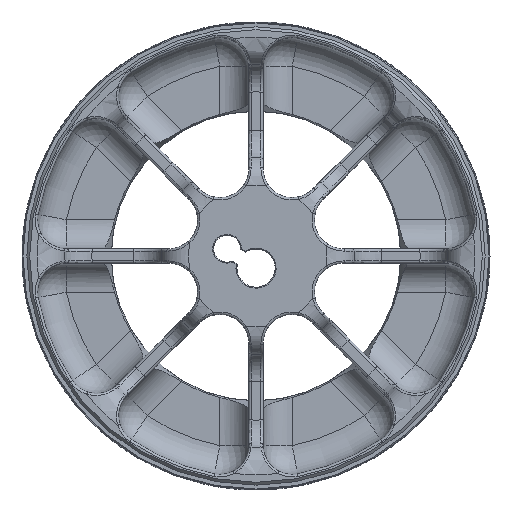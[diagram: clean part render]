
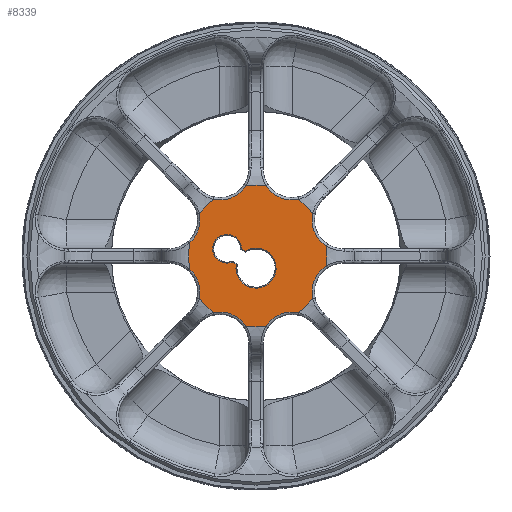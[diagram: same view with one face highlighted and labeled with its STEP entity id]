
A CAD part, front view. The second image highlights one B-rep face of the part: STEP entity #8339.
In plain terms, the highlighted planar face has unit normal (0, -1, 0).
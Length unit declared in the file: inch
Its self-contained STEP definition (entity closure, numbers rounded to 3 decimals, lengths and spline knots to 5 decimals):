
#778=FACE_BOUND('',#1632,.T.);
#817=ELLIPSE('',#9057,0.80688,0.7694);
#818=ELLIPSE('',#9059,0.80688,0.7694);
#819=ELLIPSE('',#9061,0.80688,0.7694);
#820=ELLIPSE('',#9063,0.80688,0.7694);
#821=ELLIPSE('',#9065,0.80688,0.7694);
#822=ELLIPSE('',#9067,0.80688,0.7694);
#823=ELLIPSE('',#9071,0.80688,0.7694);
#859=PLANE('',#9055);
#1059=FACE_OUTER_BOUND('',#1631,.T.);
#1631=EDGE_LOOP('',(#5898,#5899,#5900,#5901,#5902,#5903,#5904,#5905,#5906,
#5907,#5908,#5909,#5910,#5911,#5912,#5913));
#1632=EDGE_LOOP('',(#5914,#5915,#5916,#5917));
#2231=LINE('',#13527,#2552);
#2234=LINE('',#13549,#2555);
#2552=VECTOR('',#10215,0.3937);
#2555=VECTOR('',#10226,0.3937);
#2908=CIRCLE('',#9046,0.208);
#2910=CIRCLE('',#9050,0.149);
#2913=CIRCLE('',#9056,0.325);
#2914=CIRCLE('',#9058,0.325);
#2915=CIRCLE('',#9060,0.325);
#2916=CIRCLE('',#9062,0.325);
#2917=CIRCLE('',#9064,0.325);
#2918=CIRCLE('',#9066,0.325);
#2919=CIRCLE('',#9068,0.325);
#2920=CIRCLE('',#9069,0.7);
#2921=CIRCLE('',#9070,0.325);
#3613=VERTEX_POINT('',#13525);
#3614=VERTEX_POINT('',#13526);
#3617=VERTEX_POINT('',#13538);
#3620=VERTEX_POINT('',#13548);
#3624=VERTEX_POINT('',#13567);
#3625=VERTEX_POINT('',#13568);
#3626=VERTEX_POINT('',#13570);
#3627=VERTEX_POINT('',#13572);
#3628=VERTEX_POINT('',#13574);
#3629=VERTEX_POINT('',#13576);
#3630=VERTEX_POINT('',#13578);
#3631=VERTEX_POINT('',#13580);
#3632=VERTEX_POINT('',#13582);
#3633=VERTEX_POINT('',#13584);
#3634=VERTEX_POINT('',#13586);
#3635=VERTEX_POINT('',#13588);
#3636=VERTEX_POINT('',#13590);
#3637=VERTEX_POINT('',#13592);
#3638=VERTEX_POINT('',#13594);
#3639=VERTEX_POINT('',#13596);
#4444=EDGE_CURVE('',#3613,#3614,#2231,.T.);
#4448=EDGE_CURVE('',#3614,#3617,#2908,.T.);
#4452=EDGE_CURVE('',#3617,#3620,#2234,.T.);
#4454=EDGE_CURVE('',#3620,#3613,#2910,.T.);
#4461=EDGE_CURVE('',#3624,#3625,#2913,.T.);
#4462=EDGE_CURVE('',#3626,#3624,#817,.T.);
#4463=EDGE_CURVE('',#3627,#3626,#2914,.T.);
#4464=EDGE_CURVE('',#3628,#3627,#818,.T.);
#4465=EDGE_CURVE('',#3629,#3628,#2915,.T.);
#4466=EDGE_CURVE('',#3630,#3629,#819,.T.);
#4467=EDGE_CURVE('',#3631,#3630,#2916,.T.);
#4468=EDGE_CURVE('',#3632,#3631,#820,.T.);
#4469=EDGE_CURVE('',#3633,#3632,#2917,.T.);
#4470=EDGE_CURVE('',#3634,#3633,#821,.T.);
#4471=EDGE_CURVE('',#3635,#3634,#2918,.T.);
#4472=EDGE_CURVE('',#3636,#3635,#822,.T.);
#4473=EDGE_CURVE('',#3637,#3636,#2919,.T.);
#4474=EDGE_CURVE('',#3638,#3637,#2920,.T.);
#4475=EDGE_CURVE('',#3639,#3638,#2921,.T.);
#4476=EDGE_CURVE('',#3625,#3639,#823,.T.);
#5898=ORIENTED_EDGE('',*,*,#4461,.F.);
#5899=ORIENTED_EDGE('',*,*,#4462,.F.);
#5900=ORIENTED_EDGE('',*,*,#4463,.F.);
#5901=ORIENTED_EDGE('',*,*,#4464,.F.);
#5902=ORIENTED_EDGE('',*,*,#4465,.F.);
#5903=ORIENTED_EDGE('',*,*,#4466,.F.);
#5904=ORIENTED_EDGE('',*,*,#4467,.F.);
#5905=ORIENTED_EDGE('',*,*,#4468,.F.);
#5906=ORIENTED_EDGE('',*,*,#4469,.F.);
#5907=ORIENTED_EDGE('',*,*,#4470,.F.);
#5908=ORIENTED_EDGE('',*,*,#4471,.F.);
#5909=ORIENTED_EDGE('',*,*,#4472,.F.);
#5910=ORIENTED_EDGE('',*,*,#4473,.F.);
#5911=ORIENTED_EDGE('',*,*,#4474,.F.);
#5912=ORIENTED_EDGE('',*,*,#4475,.F.);
#5913=ORIENTED_EDGE('',*,*,#4476,.F.);
#5914=ORIENTED_EDGE('',*,*,#4448,.F.);
#5915=ORIENTED_EDGE('',*,*,#4444,.F.);
#5916=ORIENTED_EDGE('',*,*,#4454,.F.);
#5917=ORIENTED_EDGE('',*,*,#4452,.F.);
#8339=ADVANCED_FACE('',(#1059,#778),#859,.F.);
#9046=AXIS2_PLACEMENT_3D('',#13539,#10219,#10220);
#9050=AXIS2_PLACEMENT_3D('',#13554,#10229,#10230);
#9055=AXIS2_PLACEMENT_3D('',#13566,#10243,#10244);
#9056=AXIS2_PLACEMENT_3D('',#13569,#10245,#10246);
#9057=AXIS2_PLACEMENT_3D('',#13571,#10247,#10248);
#9058=AXIS2_PLACEMENT_3D('',#13573,#10249,#10250);
#9059=AXIS2_PLACEMENT_3D('',#13575,#10251,#10252);
#9060=AXIS2_PLACEMENT_3D('',#13577,#10253,#10254);
#9061=AXIS2_PLACEMENT_3D('',#13579,#10255,#10256);
#9062=AXIS2_PLACEMENT_3D('',#13581,#10257,#10258);
#9063=AXIS2_PLACEMENT_3D('',#13583,#10259,#10260);
#9064=AXIS2_PLACEMENT_3D('',#13585,#10261,#10262);
#9065=AXIS2_PLACEMENT_3D('',#13587,#10263,#10264);
#9066=AXIS2_PLACEMENT_3D('',#13589,#10265,#10266);
#9067=AXIS2_PLACEMENT_3D('',#13591,#10267,#10268);
#9068=AXIS2_PLACEMENT_3D('',#13593,#10269,#10270);
#9069=AXIS2_PLACEMENT_3D('',#13595,#10271,#10272);
#9070=AXIS2_PLACEMENT_3D('',#13597,#10273,#10274);
#9071=AXIS2_PLACEMENT_3D('',#13598,#10275,#10276);
#10215=DIRECTION('',(0.832,0.,-0.555));
#10219=DIRECTION('center_axis',(0.,-1.,0.));
#10220=DIRECTION('ref_axis',(1.,0.,0.));
#10226=DIRECTION('',(-0.832,0.,0.555));
#10229=DIRECTION('center_axis',(0.,-1.,0.));
#10230=DIRECTION('ref_axis',(-1.,0.,0.));
#10243=DIRECTION('center_axis',(0.,1.,0.));
#10244=DIRECTION('ref_axis',(1.,0.,0.));
#10245=DIRECTION('center_axis',(0.,-1.,0.));
#10246=DIRECTION('ref_axis',(0.383,0.,0.924));
#10247=DIRECTION('center_axis',(0.,1.,0.));
#10248=DIRECTION('ref_axis',(0.001,0.,
1.));
#10249=DIRECTION('center_axis',(0.,-1.,0.));
#10250=DIRECTION('ref_axis',(-0.383,0.,0.924));
#10251=DIRECTION('center_axis',(0.,1.,0.));
#10252=DIRECTION('ref_axis',(-0.706,0.,0.708));
#10253=DIRECTION('center_axis',(0.,-1.,0.));
#10254=DIRECTION('ref_axis',(-0.924,0.,0.383));
#10255=DIRECTION('center_axis',(0.,1.,0.));
#10256=DIRECTION('ref_axis',(1.,0.,-0.001));
#10257=DIRECTION('center_axis',(0.,-1.,0.));
#10258=DIRECTION('ref_axis',(-0.924,0.,-0.383));
#10259=DIRECTION('center_axis',(0.,1.,0.));
#10260=DIRECTION('ref_axis',(0.708,0.,0.706));
#10261=DIRECTION('center_axis',(0.,-1.,0.));
#10262=DIRECTION('ref_axis',(-0.383,0.,-0.924));
#10263=DIRECTION('center_axis',(0.,1.,0.));
#10264=DIRECTION('ref_axis',(0.001,0.,1.));
#10265=DIRECTION('center_axis',(0.,-1.,0.));
#10266=DIRECTION('ref_axis',(0.383,0.,-0.924));
#10267=DIRECTION('center_axis',(0.,1.,0.));
#10268=DIRECTION('ref_axis',(-0.706,0.,0.708));
#10269=DIRECTION('center_axis',(0.,-1.,0.));
#10270=DIRECTION('ref_axis',(0.959,0.,-0.284));
#10271=DIRECTION('center_axis',(0.,1.,0.));
#10272=DIRECTION('ref_axis',(-1.,0.,0.));
#10273=DIRECTION('center_axis',(0.,-1.,0.));
#10274=DIRECTION('ref_axis',(0.959,0.,0.284));
#10275=DIRECTION('center_axis',(0.,1.,0.));
#10276=DIRECTION('ref_axis',(0.708,0.,0.706));
#13525=CARTESIAN_POINT('',(-0.24533,0.,-0.06361));
#13526=CARTESIAN_POINT('',(-0.20511,0.,-0.09042));
#13527=CARTESIAN_POINT('',(-0.15223,0.,-0.12567));
#13538=CARTESIAN_POINT('',(-0.11081,0.,0.05103));
#13539=CARTESIAN_POINT('Origin',(0.,0.,-0.125));
#13548=CARTESIAN_POINT('',(-0.15103,0.,0.07784));
#13549=CARTESIAN_POINT('',(-0.08301,0.,0.0325));
#13554=CARTESIAN_POINT('Origin',(-0.3,0.,0.075));
#13566=CARTESIAN_POINT('Origin',(0.,0.,0.));
#13567=CARTESIAN_POINT('',(-0.10329,0.,-0.72701));
#13568=CARTESIAN_POINT('',(-0.44104,0.,-0.58711));
#13569=CARTESIAN_POINT('Origin',(-0.375,0.,-0.90533));
#13570=CARTESIAN_POINT('',(0.10329,0.,-0.72701));
#13571=CARTESIAN_POINT('Origin',(0.00009,0.,
0.07257));
#13572=CARTESIAN_POINT('',(0.44104,0.,-0.58711));
#13573=CARTESIAN_POINT('Origin',(0.375,0.,-0.90533));
#13574=CARTESIAN_POINT('',(0.58711,0.,-0.44104));
#13575=CARTESIAN_POINT('Origin',(-0.05125,0.,
0.05137));
#13576=CARTESIAN_POINT('',(0.72701,0.,-0.10329));
#13577=CARTESIAN_POINT('Origin',(0.90533,0.,-0.375));
#13578=CARTESIAN_POINT('',(0.72701,0.,0.10329));
#13579=CARTESIAN_POINT('Origin',(-0.07257,0.,
0.00009));
#13580=CARTESIAN_POINT('',(0.58711,0.,0.44104));
#13581=CARTESIAN_POINT('Origin',(0.90533,0.,0.375));
#13582=CARTESIAN_POINT('',(0.44104,0.,0.58711));
#13583=CARTESIAN_POINT('Origin',(-0.05137,0.,
-0.05125));
#13584=CARTESIAN_POINT('',(0.10329,0.,0.72701));
#13585=CARTESIAN_POINT('Origin',(0.375,0.,0.90533));
#13586=CARTESIAN_POINT('',(-0.10329,0.,0.72701));
#13587=CARTESIAN_POINT('Origin',(-0.00009,0.,
-0.07257));
#13588=CARTESIAN_POINT('',(-0.44104,0.,0.58711));
#13589=CARTESIAN_POINT('Origin',(-0.375,0.,0.90533));
#13590=CARTESIAN_POINT('',(-0.58711,0.,0.44104));
#13591=CARTESIAN_POINT('Origin',(0.05125,0.,
-0.05137));
#13592=CARTESIAN_POINT('',(-0.68701,0.,0.13425));
#13593=CARTESIAN_POINT('Origin',(-0.90533,0.,0.375));
#13594=CARTESIAN_POINT('',(-0.68701,0.,-0.13425));
#13595=CARTESIAN_POINT('Origin',(0.,0.,0.));
#13596=CARTESIAN_POINT('',(-0.58711,0.,-0.44104));
#13597=CARTESIAN_POINT('Origin',(-0.90533,0.,-0.375));
#13598=CARTESIAN_POINT('Origin',(0.05137,0.,
0.05125));
